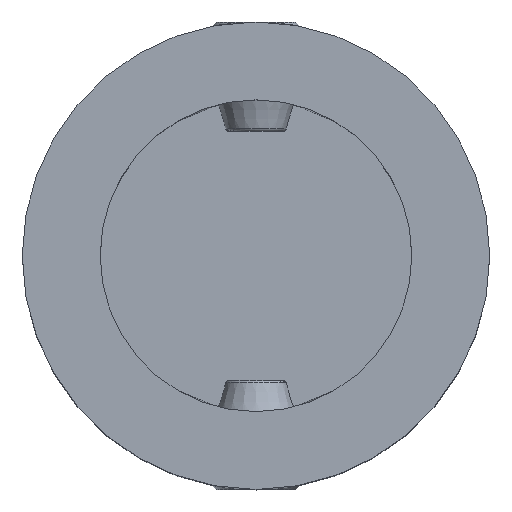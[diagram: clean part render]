
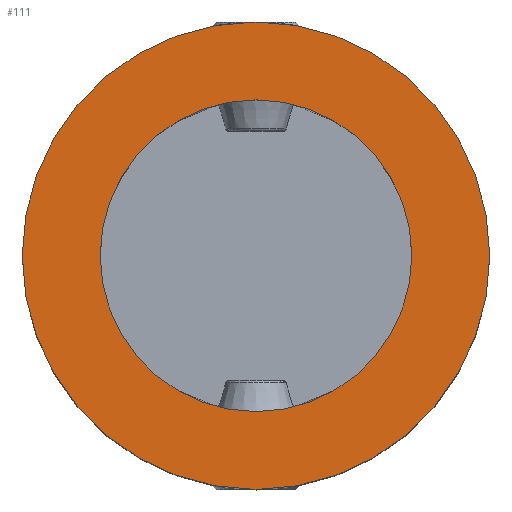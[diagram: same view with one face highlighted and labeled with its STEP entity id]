
A CAD part, top view. The second image highlights one B-rep face of the part: STEP entity #111.
In plain terms, the highlighted planar face has unit normal (0, 0, 1).
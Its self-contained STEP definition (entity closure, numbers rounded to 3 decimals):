
#54=PLANE('',#383);
#79=FACE_BOUND('',#166,.T.);
#80=FACE_BOUND('',#167,.T.);
#111=ADVANCED_FACE('',(#79,#80),#54,.T.);
#166=EDGE_LOOP('',(#237));
#167=EDGE_LOOP('',(#238));
#237=ORIENTED_EDGE('',*,*,#317,.T.);
#238=ORIENTED_EDGE('',*,*,#313,.F.);
#284=VERTEX_POINT('',#629);
#287=VERTEX_POINT('',#671);
#313=EDGE_CURVE('',#284,#284,#345,.T.);
#317=EDGE_CURVE('',#287,#287,#348,.T.);
#345=CIRCLE('',#372,15.);
#348=CIRCLE('',#377,10.);
#372=AXIS2_PLACEMENT_3D('',#628,#431,#432);
#377=AXIS2_PLACEMENT_3D('',#670,#441,#442);
#383=AXIS2_PLACEMENT_3D('',#825,#453,#454);
#431=DIRECTION('',(0.,0.,-1.));
#432=DIRECTION('',(0.,1.,0.));
#441=DIRECTION('',(0.,0.,-1.));
#442=DIRECTION('',(0.,1.,0.));
#453=DIRECTION('',(0.,0.,1.));
#454=DIRECTION('',(0.,-1.,0.));
#628=CARTESIAN_POINT('',(0.,0.,20.));
#629=CARTESIAN_POINT('',(0.,15.,20.));
#670=CARTESIAN_POINT('',(0.,0.,20.));
#671=CARTESIAN_POINT('',(0.,10.,20.));
#825=CARTESIAN_POINT('',(0.,0.,20.));
